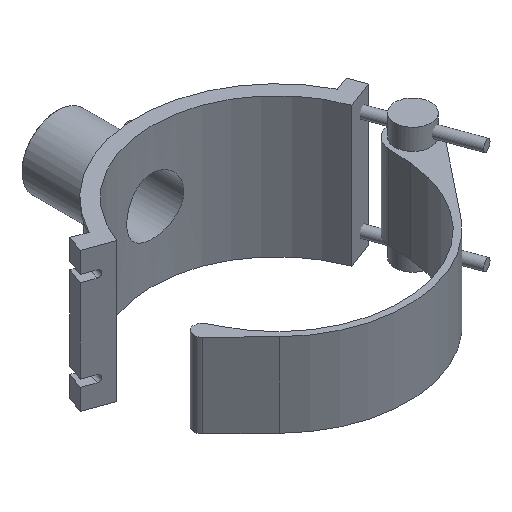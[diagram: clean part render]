
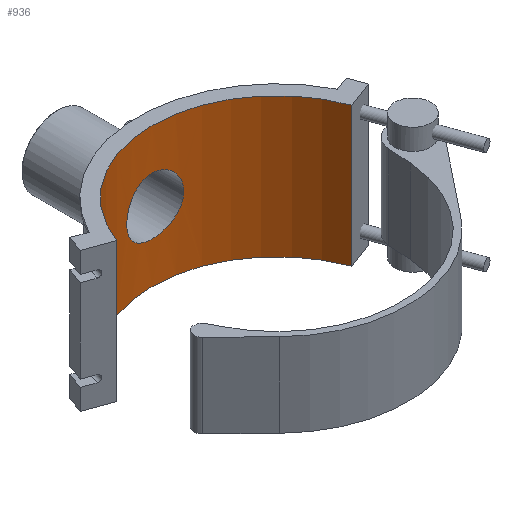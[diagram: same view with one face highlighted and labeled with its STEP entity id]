
A CAD part, isometric view. The second image highlights one B-rep face of the part: STEP entity #936.
In plain terms, the highlighted cylindrical face has radius 157.5 mm (diameter 315 mm), a partial arc.
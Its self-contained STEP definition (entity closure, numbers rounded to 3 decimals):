
#44=FACE_BOUND('',#257,.T.);
#59=B_SPLINE_CURVE_WITH_KNOTS('',3,(#1696,#1697,#1698,#1699,#1700,#1701,
#1702,#1703,#1704,#1705,#1706,#1707,#1708,#1709,#1710,#1711,#1712,#1713,
#1714,#1715,#1716,#1717,#1718,#1719,#1720,#1721,#1722,#1723,#1724,#1725,
#1726,#1727,#1728,#1729,#1730,#1731,#1732,#1733,#1734,#1735,#1736,#1737,
#1738,#1739,#1740,#1741,#1742,#1743,#1744,#1745,#1746,#1747,#1748,#1749,
#1750,#1751,#1752,#1753,#1754,#1755,#1756,#1757,#1758,#1759,#1760,#1761),
 .UNSPECIFIED.,.T.,.F.,(4,2,2,2,2,2,2,2,2,2,2,2,2,2,2,2,2,2,2,2,2,2,2,2,
2,2,2,2,2,2,2,2,4),(0.,0.681,1.361,2.042,
2.723,3.403,4.084,4.764,5.445,
6.126,6.806,7.487,8.167,8.848,
9.529,10.209,10.89,11.571,12.251,
12.932,13.613,14.293,14.974,15.655,
16.335,17.016,17.696,18.377,19.058,
19.738,20.419,21.1,21.78),
 .UNSPECIFIED.);
#75=CYLINDRICAL_SURFACE('',#1031,157.5);
#87=CIRCLE('',#970,157.5);
#94=CIRCLE('',#990,157.5);
#172=FACE_OUTER_BOUND('',#256,.T.);
#256=EDGE_LOOP('',(#782,#783,#784,#785));
#257=EDGE_LOOP('',(#786));
#338=LINE('',#1476,#402);
#339=LINE('',#1478,#403);
#402=VECTOR('',#1178,176.);
#403=VECTOR('',#1181,176.);
#430=VERTEX_POINT('',#1387);
#434=VERTEX_POINT('',#1395);
#458=VERTEX_POINT('',#1469);
#459=VERTEX_POINT('',#1470);
#467=VERTEX_POINT('',#1695);
#524=EDGE_CURVE('',#434,#430,#87,.T.);
#560=EDGE_CURVE('',#458,#459,#94,.T.);
#564=EDGE_CURVE('',#434,#459,#338,.T.);
#565=EDGE_CURVE('',#458,#430,#339,.T.);
#574=EDGE_CURVE('',#467,#467,#59,.T.);
#782=ORIENTED_EDGE('',*,*,#564,.T.);
#783=ORIENTED_EDGE('',*,*,#560,.F.);
#784=ORIENTED_EDGE('',*,*,#565,.T.);
#785=ORIENTED_EDGE('',*,*,#524,.F.);
#786=ORIENTED_EDGE('',*,*,#574,.T.);
#936=ADVANCED_FACE('',(#172,#44),#75,.F.);
#970=AXIS2_PLACEMENT_3D('',#1397,#1101,#1102);
#990=AXIS2_PLACEMENT_3D('',#1471,#1170,#1171);
#1031=AXIS2_PLACEMENT_3D('',#1963,#1256,#1257);
#1101=DIRECTION('center_axis',(0.,0.,-1.));
#1102=DIRECTION('ref_axis',(-1.,0.,0.));
#1170=DIRECTION('center_axis',(0.,0.,1.));
#1171=DIRECTION('ref_axis',(-1.,0.,0.));
#1178=DIRECTION('',(0.,0.,-1.));
#1181=DIRECTION('',(0.,0.,1.));
#1256=DIRECTION('center_axis',(0.,0.,1.));
#1257=DIRECTION('ref_axis',(-1.,0.,0.));
#1387=CARTESIAN_POINT('',(148.002,53.868,88.));
#1395=CARTESIAN_POINT('',(-148.002,53.868,88.));
#1397=CARTESIAN_POINT('Origin',(0.,0.,88.));
#1469=CARTESIAN_POINT('',(148.002,53.868,-88.));
#1470=CARTESIAN_POINT('',(-148.002,53.868,-88.));
#1471=CARTESIAN_POINT('Origin',(0.,0.,-88.));
#1476=CARTESIAN_POINT('',(-148.002,53.868,0.));
#1478=CARTESIAN_POINT('',(148.002,53.868,0.));
#1695=CARTESIAN_POINT('',(36.,153.331,0.));
#1696=CARTESIAN_POINT('Ctrl Pts',(36.,153.331,0.));
#1697=CARTESIAN_POINT('Ctrl Pts',(36.,153.331,-2.269));
#1698=CARTESIAN_POINT('Ctrl Pts',(35.782,153.382,-4.613));
#1699=CARTESIAN_POINT('Ctrl Pts',(34.867,153.593,-9.269));
#1700=CARTESIAN_POINT('Ctrl Pts',(34.17,153.752,-11.583));
#1701=CARTESIAN_POINT('Ctrl Pts',(32.331,154.149,-16.015));
#1702=CARTESIAN_POINT('Ctrl Pts',(31.187,154.387,-18.138));
#1703=CARTESIAN_POINT('Ctrl Pts',(28.546,154.897,-22.061));
#1704=CARTESIAN_POINT('Ctrl Pts',(27.05,155.168,-23.862));
#1705=CARTESIAN_POINT('Ctrl Pts',(23.862,155.69,-27.049));
#1706=CARTESIAN_POINT('Ctrl Pts',(22.062,155.96,-28.546));
#1707=CARTESIAN_POINT('Ctrl Pts',(18.138,156.465,-31.187));
#1708=CARTESIAN_POINT('Ctrl Pts',(16.015,156.699,-32.331));
#1709=CARTESIAN_POINT('Ctrl Pts',(11.583,157.089,-34.17));
#1710=CARTESIAN_POINT('Ctrl Pts',(9.269,157.244,-34.867));
#1711=CARTESIAN_POINT('Ctrl Pts',(4.612,157.45,-35.782));
#1712=CARTESIAN_POINT('Ctrl Pts',(2.269,157.5,-36.));
#1713=CARTESIAN_POINT('Ctrl Pts',(-2.269,157.5,-36.));
#1714=CARTESIAN_POINT('Ctrl Pts',(-4.612,157.45,-35.782));
#1715=CARTESIAN_POINT('Ctrl Pts',(-9.269,157.244,-34.867));
#1716=CARTESIAN_POINT('Ctrl Pts',(-11.583,157.089,-34.17));
#1717=CARTESIAN_POINT('Ctrl Pts',(-16.015,156.699,-32.331));
#1718=CARTESIAN_POINT('Ctrl Pts',(-18.138,156.465,-31.187));
#1719=CARTESIAN_POINT('Ctrl Pts',(-22.062,155.96,-28.546));
#1720=CARTESIAN_POINT('Ctrl Pts',(-23.862,155.69,-27.049));
#1721=CARTESIAN_POINT('Ctrl Pts',(-27.05,155.168,-23.862));
#1722=CARTESIAN_POINT('Ctrl Pts',(-28.546,154.897,-22.061));
#1723=CARTESIAN_POINT('Ctrl Pts',(-31.187,154.387,-18.138));
#1724=CARTESIAN_POINT('Ctrl Pts',(-32.331,154.149,-16.015));
#1725=CARTESIAN_POINT('Ctrl Pts',(-34.17,153.752,-11.583));
#1726=CARTESIAN_POINT('Ctrl Pts',(-34.867,153.593,-9.269));
#1727=CARTESIAN_POINT('Ctrl Pts',(-35.782,153.382,-4.613));
#1728=CARTESIAN_POINT('Ctrl Pts',(-36.,153.331,-2.269));
#1729=CARTESIAN_POINT('Ctrl Pts',(-36.,153.331,2.269));
#1730=CARTESIAN_POINT('Ctrl Pts',(-35.782,153.382,4.613));
#1731=CARTESIAN_POINT('Ctrl Pts',(-34.867,153.593,9.269));
#1732=CARTESIAN_POINT('Ctrl Pts',(-34.17,153.752,11.583));
#1733=CARTESIAN_POINT('Ctrl Pts',(-32.331,154.149,16.015));
#1734=CARTESIAN_POINT('Ctrl Pts',(-31.187,154.387,18.138));
#1735=CARTESIAN_POINT('Ctrl Pts',(-28.546,154.897,22.061));
#1736=CARTESIAN_POINT('Ctrl Pts',(-27.05,155.168,23.862));
#1737=CARTESIAN_POINT('Ctrl Pts',(-23.862,155.69,27.049));
#1738=CARTESIAN_POINT('Ctrl Pts',(-22.062,155.96,28.546));
#1739=CARTESIAN_POINT('Ctrl Pts',(-18.138,156.465,31.187));
#1740=CARTESIAN_POINT('Ctrl Pts',(-16.015,156.699,32.331));
#1741=CARTESIAN_POINT('Ctrl Pts',(-11.583,157.089,34.17));
#1742=CARTESIAN_POINT('Ctrl Pts',(-9.269,157.244,34.867));
#1743=CARTESIAN_POINT('Ctrl Pts',(-4.612,157.45,35.782));
#1744=CARTESIAN_POINT('Ctrl Pts',(-2.269,157.5,36.));
#1745=CARTESIAN_POINT('Ctrl Pts',(2.269,157.5,36.));
#1746=CARTESIAN_POINT('Ctrl Pts',(4.612,157.45,35.782));
#1747=CARTESIAN_POINT('Ctrl Pts',(9.269,157.244,34.867));
#1748=CARTESIAN_POINT('Ctrl Pts',(11.583,157.089,34.17));
#1749=CARTESIAN_POINT('Ctrl Pts',(16.015,156.699,32.331));
#1750=CARTESIAN_POINT('Ctrl Pts',(18.138,156.465,31.187));
#1751=CARTESIAN_POINT('Ctrl Pts',(22.062,155.96,28.546));
#1752=CARTESIAN_POINT('Ctrl Pts',(23.862,155.69,27.049));
#1753=CARTESIAN_POINT('Ctrl Pts',(27.05,155.168,23.862));
#1754=CARTESIAN_POINT('Ctrl Pts',(28.546,154.897,22.061));
#1755=CARTESIAN_POINT('Ctrl Pts',(31.187,154.387,18.138));
#1756=CARTESIAN_POINT('Ctrl Pts',(32.331,154.149,16.015));
#1757=CARTESIAN_POINT('Ctrl Pts',(34.17,153.752,11.583));
#1758=CARTESIAN_POINT('Ctrl Pts',(34.867,153.593,9.269));
#1759=CARTESIAN_POINT('Ctrl Pts',(35.782,153.382,4.613));
#1760=CARTESIAN_POINT('Ctrl Pts',(36.,153.331,2.269));
#1761=CARTESIAN_POINT('Ctrl Pts',(36.,153.331,0.));
#1963=CARTESIAN_POINT('Origin',(0.,0.,0.));
